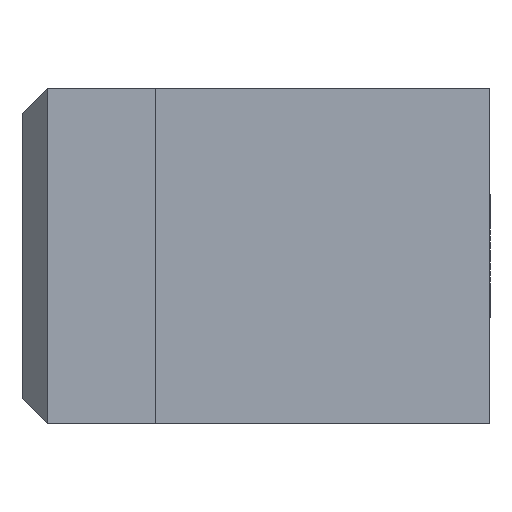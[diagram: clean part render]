
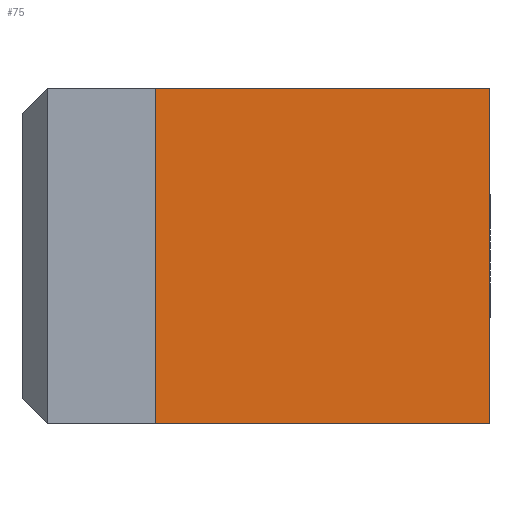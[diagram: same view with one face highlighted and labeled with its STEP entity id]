
A CAD part, left-side view. The second image highlights one B-rep face of the part: STEP entity #75.
In plain terms, the highlighted planar face has unit normal (-1, 0, 0).
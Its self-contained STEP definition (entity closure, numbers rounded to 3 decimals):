
#32 = VERTEX_POINT ( 'NONE', #714 ) ;
#34 = CARTESIAN_POINT ( 'NONE',  ( -129.5, 20., -10. ) ) ;
#48 = DIRECTION ( 'NONE',  ( 0., 0., -1. ) ) ;
#68 = DIRECTION ( 'NONE',  ( 0., 1., 0. ) ) ;
#75 = ADVANCED_FACE ( 'NONE', ( #807 ), #397, .F. ) ;
#105 = ORIENTED_EDGE ( 'NONE', *, *, #847, .F. ) ;
#106 = DIRECTION ( 'NONE',  ( 0., 0., -1. ) ) ;
#122 = CARTESIAN_POINT ( 'NONE',  ( -129.5, -40.311, 10. ) ) ;
#125 = LINE ( 'NONE', #407, #458 ) ;
#202 = DIRECTION ( 'NONE',  ( 0., 0., 1. ) ) ;
#231 = ORIENTED_EDGE ( 'NONE', *, *, #566, .T. ) ;
#232 = ORIENTED_EDGE ( 'NONE', *, *, #319, .T. ) ;
#241 = EDGE_LOOP ( 'NONE', ( #105, #232, #851, #231 ) ) ;
#318 = VERTEX_POINT ( 'NONE', #737 ) ;
#319 = EDGE_CURVE ( 'NONE', #318, #456, #396, .T. ) ;
#393 = DIRECTION ( 'NONE',  ( 1., 0., 0. ) ) ;
#396 = LINE ( 'NONE', #535, #689 ) ;
#397 = PLANE ( 'NONE',  #449 ) ;
#407 = CARTESIAN_POINT ( 'NONE',  ( -129.5, 20., 10. ) ) ;
#434 = VECTOR ( 'NONE', #68, 1000. ) ;
#449 = AXIS2_PLACEMENT_3D ( 'NONE', #122, #393, #106 ) ;
#456 = VERTEX_POINT ( 'NONE', #797 ) ;
#458 = VECTOR ( 'NONE', #48, 1000. ) ;
#471 = DIRECTION ( 'NONE',  ( 0., 1., 0. ) ) ;
#516 = EDGE_CURVE ( 'NONE', #456, #32, #823, .T. ) ;
#535 = CARTESIAN_POINT ( 'NONE',  ( -129.5, 0., 10. ) ) ;
#566 = EDGE_CURVE ( 'NONE', #32, #648, #125, .T. ) ;
#616 = CARTESIAN_POINT ( 'NONE',  ( -129.5, -40.311, -10. ) ) ;
#648 = VERTEX_POINT ( 'NONE', #34 ) ;
#678 = CARTESIAN_POINT ( 'NONE',  ( -129.5, -40.311, 10. ) ) ;
#689 = VECTOR ( 'NONE', #202, 1000. ) ;
#695 = LINE ( 'NONE', #616, #434 ) ;
#714 = CARTESIAN_POINT ( 'NONE',  ( -129.5, 20., 10. ) ) ;
#737 = CARTESIAN_POINT ( 'NONE',  ( -129.5, 0., -10. ) ) ;
#755 = VECTOR ( 'NONE', #471, 1000. ) ;
#797 = CARTESIAN_POINT ( 'NONE',  ( -129.5, 0., 10. ) ) ;
#807 = FACE_OUTER_BOUND ( 'NONE', #241, .T. ) ;
#823 = LINE ( 'NONE', #678, #755 ) ;
#847 = EDGE_CURVE ( 'NONE', #318, #648, #695, .T. ) ;
#851 = ORIENTED_EDGE ( 'NONE', *, *, #516, .T. ) ;
